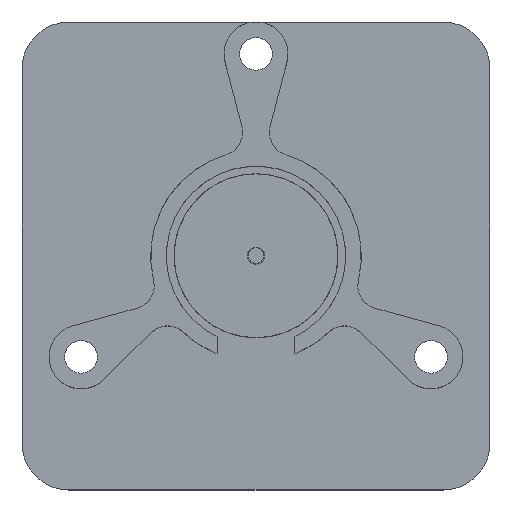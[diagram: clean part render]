
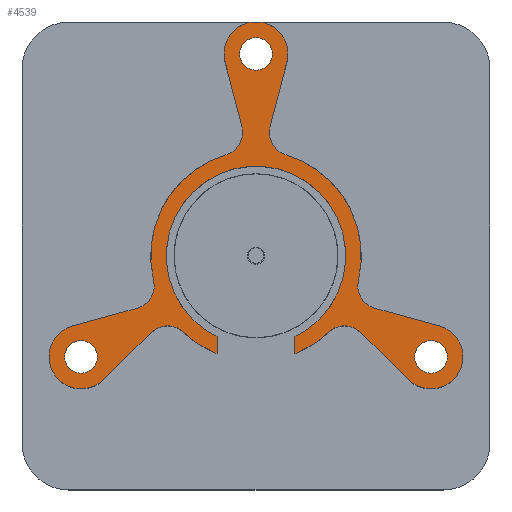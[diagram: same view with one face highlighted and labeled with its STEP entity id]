
A CAD part, top view. The second image highlights one B-rep face of the part: STEP entity #4539.
In plain terms, the highlighted planar face has unit normal (0, 0, 1).
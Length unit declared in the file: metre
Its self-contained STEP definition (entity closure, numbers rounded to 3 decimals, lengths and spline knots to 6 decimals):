
#142=PLANE('',#5444);
#364=CIRCLE('',#5386,0.00675);
#368=CIRCLE('',#5391,0.00675);
#394=CIRCLE('',#5419,0.00675);
#399=CIRCLE('',#5429,0.00675);
#407=CIRCLE('',#5441,0.00575);
#410=CIRCLE('',#5445,0.0015);
#411=CIRCLE('',#5446,0.00205);
#412=CIRCLE('',#5447,0.0015);
#413=CIRCLE('',#5448,0.0015);
#414=CIRCLE('',#5449,0.00205);
#415=CIRCLE('',#5450,0.0015);
#416=CIRCLE('',#5451,0.0015);
#417=CIRCLE('',#5452,0.00205);
#418=CIRCLE('',#5453,0.0015);
#419=CIRCLE('',#5454,0.00105);
#420=CIRCLE('',#5455,0.00105);
#421=CIRCLE('',#5456,0.00105);
#706=ORIENTED_EDGE('',*,*,#1974,.T.);
#707=ORIENTED_EDGE('',*,*,#2009,.T.);
#708=ORIENTED_EDGE('',*,*,#2010,.F.);
#709=ORIENTED_EDGE('',*,*,#2011,.F.);
#710=ORIENTED_EDGE('',*,*,#2012,.F.);
#711=ORIENTED_EDGE('',*,*,#2013,.T.);
#712=ORIENTED_EDGE('',*,*,#1916,.T.);
#713=ORIENTED_EDGE('',*,*,#2014,.T.);
#714=ORIENTED_EDGE('',*,*,#2015,.F.);
#715=ORIENTED_EDGE('',*,*,#2016,.F.);
#716=ORIENTED_EDGE('',*,*,#2017,.F.);
#717=ORIENTED_EDGE('',*,*,#2018,.T.);
#718=ORIENTED_EDGE('',*,*,#1926,.T.);
#719=ORIENTED_EDGE('',*,*,#2019,.T.);
#720=ORIENTED_EDGE('',*,*,#2020,.F.);
#721=ORIENTED_EDGE('',*,*,#2021,.F.);
#722=ORIENTED_EDGE('',*,*,#2022,.F.);
#723=ORIENTED_EDGE('',*,*,#2023,.T.);
#724=ORIENTED_EDGE('',*,*,#1980,.T.);
#725=ORIENTED_EDGE('',*,*,#1995,.T.);
#726=ORIENTED_EDGE('',*,*,#1999,.F.);
#727=ORIENTED_EDGE('',*,*,#1997,.F.);
#728=ORIENTED_EDGE('',*,*,#2024,.F.);
#729=ORIENTED_EDGE('',*,*,#2025,.F.);
#730=ORIENTED_EDGE('',*,*,#2026,.F.);
#1916=EDGE_CURVE('',#2580,#2579,#364,.T.);
#1926=EDGE_CURVE('',#2590,#2589,#368,.T.);
#1974=EDGE_CURVE('',#2632,#2631,#394,.T.);
#1980=EDGE_CURVE('',#2637,#2638,#399,.T.);
#1995=EDGE_CURVE('',#2638,#2650,#3067,.T.);
#1997=EDGE_CURVE('',#2632,#2651,#3069,.T.);
#1999=EDGE_CURVE('',#2651,#2650,#407,.T.);
#2009=EDGE_CURVE('',#2631,#2660,#410,.F.);
#2010=EDGE_CURVE('',#2661,#2660,#3074,.T.);
#2011=EDGE_CURVE('',#2662,#2661,#411,.F.);
#2012=EDGE_CURVE('',#2663,#2662,#3075,.T.);
#2013=EDGE_CURVE('',#2663,#2580,#412,.F.);
#2014=EDGE_CURVE('',#2579,#2664,#413,.F.);
#2015=EDGE_CURVE('',#2665,#2664,#3076,.T.);
#2016=EDGE_CURVE('',#2666,#2665,#414,.F.);
#2017=EDGE_CURVE('',#2667,#2666,#3077,.T.);
#2018=EDGE_CURVE('',#2667,#2590,#415,.F.);
#2019=EDGE_CURVE('',#2589,#2668,#416,.F.);
#2020=EDGE_CURVE('',#2669,#2668,#3078,.T.);
#2021=EDGE_CURVE('',#2670,#2669,#417,.F.);
#2022=EDGE_CURVE('',#2671,#2670,#3079,.T.);
#2023=EDGE_CURVE('',#2671,#2637,#418,.F.);
#2024=EDGE_CURVE('',#2672,#2672,#419,.T.);
#2025=EDGE_CURVE('',#2673,#2673,#420,.T.);
#2026=EDGE_CURVE('',#2674,#2674,#421,.T.);
#2579=VERTEX_POINT('',#7200);
#2580=VERTEX_POINT('',#7202);
#2589=VERTEX_POINT('',#7229);
#2590=VERTEX_POINT('',#7231);
#2631=VERTEX_POINT('',#7329);
#2632=VERTEX_POINT('',#7331);
#2637=VERTEX_POINT('',#7347);
#2638=VERTEX_POINT('',#7348);
#2650=VERTEX_POINT('',#7376);
#2651=VERTEX_POINT('',#7380);
#2660=VERTEX_POINT('',#7420);
#2661=VERTEX_POINT('',#7422);
#2662=VERTEX_POINT('',#7424);
#2663=VERTEX_POINT('',#7426);
#2664=VERTEX_POINT('',#7429);
#2665=VERTEX_POINT('',#7431);
#2666=VERTEX_POINT('',#7433);
#2667=VERTEX_POINT('',#7435);
#2668=VERTEX_POINT('',#7438);
#2669=VERTEX_POINT('',#7440);
#2670=VERTEX_POINT('',#7442);
#2671=VERTEX_POINT('',#7444);
#2672=VERTEX_POINT('',#7447);
#2673=VERTEX_POINT('',#7449);
#2674=VERTEX_POINT('',#7451);
#3067=LINE('',#7377,#3445);
#3069=LINE('',#7381,#3447);
#3074=LINE('',#7421,#3452);
#3075=LINE('',#7425,#3453);
#3076=LINE('',#7430,#3454);
#3077=LINE('',#7434,#3455);
#3078=LINE('',#7439,#3456);
#3079=LINE('',#7443,#3457);
#3445=VECTOR('',#6006,1.);
#3447=VECTOR('',#6010,1.);
#3452=VECTOR('',#6027,1.);
#3453=VECTOR('',#6030,1.);
#3454=VECTOR('',#6035,1.);
#3455=VECTOR('',#6038,1.);
#3456=VECTOR('',#6043,1.);
#3457=VECTOR('',#6046,1.);
#3819=EDGE_LOOP('',(#706,#707,#708,#709,#710,#711,#712,#713,#714,#715,#716,
#717,#718,#719,#720,#721,#722,#723,#724,#725,#726,#727));
#3820=EDGE_LOOP('',(#728));
#3821=EDGE_LOOP('',(#729));
#3822=EDGE_LOOP('',(#730));
#4147=FACE_BOUND('',#3819,.T.);
#4148=FACE_BOUND('',#3820,.T.);
#4149=FACE_BOUND('',#3821,.T.);
#4150=FACE_BOUND('',#3822,.T.);
#4539=ADVANCED_FACE('',(#4147,#4148,#4149,#4150),#142,.T.);
#5386=AXIS2_PLACEMENT_3D('',#7201,#5868,#5869);
#5391=AXIS2_PLACEMENT_3D('',#7230,#5882,#5883);
#5419=AXIS2_PLACEMENT_3D('',#7330,#5958,#5959);
#5429=AXIS2_PLACEMENT_3D('',#7346,#5979,#5980);
#5441=AXIS2_PLACEMENT_3D('',#7385,#6014,#6015);
#5444=AXIS2_PLACEMENT_3D('',#7418,#6023,#6024);
#5445=AXIS2_PLACEMENT_3D('',#7419,#6025,#6026);
#5446=AXIS2_PLACEMENT_3D('',#7423,#6028,#6029);
#5447=AXIS2_PLACEMENT_3D('',#7427,#6031,#6032);
#5448=AXIS2_PLACEMENT_3D('',#7428,#6033,#6034);
#5449=AXIS2_PLACEMENT_3D('',#7432,#6036,#6037);
#5450=AXIS2_PLACEMENT_3D('',#7436,#6039,#6040);
#5451=AXIS2_PLACEMENT_3D('',#7437,#6041,#6042);
#5452=AXIS2_PLACEMENT_3D('',#7441,#6044,#6045);
#5453=AXIS2_PLACEMENT_3D('',#7445,#6047,#6048);
#5454=AXIS2_PLACEMENT_3D('',#7446,#6049,#6050);
#5455=AXIS2_PLACEMENT_3D('',#7448,#6051,#6052);
#5456=AXIS2_PLACEMENT_3D('',#7450,#6053,#6054);
#5868=DIRECTION('',(0.,0.,1.));
#5869=DIRECTION('',(1.,0.,0.));
#5882=DIRECTION('',(0.,0.,1.));
#5883=DIRECTION('',(1.,0.,0.));
#5958=DIRECTION('',(0.,0.,1.));
#5959=DIRECTION('',(1.,0.,0.));
#5979=DIRECTION('',(0.,0.,1.));
#5980=DIRECTION('',(1.,0.,0.));
#6006=DIRECTION('',(0.,1.,0.));
#6010=DIRECTION('',(0.,1.,0.));
#6014=DIRECTION('',(0.,0.,1.));
#6015=DIRECTION('',(1.,0.,0.));
#6023=DIRECTION('',(0.,0.,1.));
#6024=DIRECTION('',(1.,0.,0.));
#6025=DIRECTION('',(0.,0.,1.));
#6026=DIRECTION('',(1.,0.,0.));
#6027=DIRECTION('',(-0.712,0.702,0.));
#6028=DIRECTION('',(0.,0.,1.));
#6029=DIRECTION('',(1.,0.,0.));
#6030=DIRECTION('',(0.964,-0.266,0.));
#6031=DIRECTION('',(0.,0.,1.));
#6032=DIRECTION('',(1.,0.,0.));
#6033=DIRECTION('',(0.,0.,1.));
#6034=DIRECTION('',(1.,0.,0.));
#6035=DIRECTION('',(-0.252,-0.968,0.));
#6036=DIRECTION('',(0.,0.,1.));
#6037=DIRECTION('',(1.,0.,0.));
#6038=DIRECTION('',(-0.252,0.968,0.));
#6039=DIRECTION('',(0.,0.,1.));
#6040=DIRECTION('',(1.,0.,0.));
#6041=DIRECTION('',(0.,0.,1.));
#6042=DIRECTION('',(1.,0.,0.));
#6043=DIRECTION('',(0.964,0.266,0.));
#6044=DIRECTION('',(0.,0.,1.));
#6045=DIRECTION('',(1.,0.,0.));
#6046=DIRECTION('',(-0.712,-0.702,0.));
#6047=DIRECTION('',(0.,0.,1.));
#6048=DIRECTION('',(1.,0.,0.));
#6049=DIRECTION('',(0.,0.,1.));
#6050=DIRECTION('',(1.,0.,0.));
#6051=DIRECTION('',(0.,0.,1.));
#6052=DIRECTION('',(1.,0.,0.));
#6053=DIRECTION('',(0.,0.,1.));
#6054=DIRECTION('',(1.,0.,0.));
#7200=CARTESIAN_POINT('',(0.001927,0.006469,0.0092));
#7201=CARTESIAN_POINT('',(0.,0.,0.0092));
#7202=CARTESIAN_POINT('',(0.006566,-0.001565,0.0092));
#7229=CARTESIAN_POINT('',(-0.006566,-0.001565,0.0092));
#7230=CARTESIAN_POINT('',(0.,0.,0.0092));
#7231=CARTESIAN_POINT('',(-0.001927,0.006469,0.0092));
#7329=CARTESIAN_POINT('',(0.004639,-0.004904,0.0092));
#7330=CARTESIAN_POINT('',(0.,0.,0.0092));
#7331=CARTESIAN_POINT('',(0.0025,-0.00627,0.0092));
#7346=CARTESIAN_POINT('',(0.,0.,0.0092));
#7347=CARTESIAN_POINT('',(-0.004639,-0.004904,0.0092));
#7348=CARTESIAN_POINT('',(-0.0025,-0.00627,0.0092));
#7376=CARTESIAN_POINT('',(-0.0025,-0.005178,0.0092));
#7377=CARTESIAN_POINT('',(-0.0025,-0.005724,0.0092));
#7380=CARTESIAN_POINT('',(0.0025,-0.005178,0.0092));
#7381=CARTESIAN_POINT('',(0.0025,-0.005724,0.0092));
#7385=CARTESIAN_POINT('',(0.,0.,0.0092));
#7418=CARTESIAN_POINT('',(0.,0.,0.0092));
#7419=CARTESIAN_POINT('',(0.005669,-0.005993,0.0092));
#7420=CARTESIAN_POINT('',(0.006722,-0.004925,0.0092));
#7421=CARTESIAN_POINT('',(0.007678,-0.005867,0.0092));
#7422=CARTESIAN_POINT('',(0.009776,-0.007935,0.0092));
#7423=CARTESIAN_POINT('',(0.011215,-0.006475,0.0092));
#7424=CARTESIAN_POINT('',(0.01176,-0.004499,0.0092));
#7425=CARTESIAN_POINT('',(0.00892,-0.003716,0.0092));
#7426=CARTESIAN_POINT('',(0.007626,-0.003359,0.0092));
#7427=CARTESIAN_POINT('',(0.008025,-0.001913,0.0092));
#7428=CARTESIAN_POINT('',(0.002356,0.007907,0.0092));
#7429=CARTESIAN_POINT('',(0.000904,0.008284,0.0092));
#7430=CARTESIAN_POINT('',(0.001242,0.009583,0.0092));
#7431=CARTESIAN_POINT('',(0.001984,0.012434,0.0092));
#7432=CARTESIAN_POINT('',(0.,0.01295,0.0092));
#7433=CARTESIAN_POINT('',(-0.001984,0.012434,0.0092));
#7434=CARTESIAN_POINT('',(-0.001242,0.009583,0.0092));
#7435=CARTESIAN_POINT('',(-0.000904,0.008284,0.0092));
#7436=CARTESIAN_POINT('',(-0.002356,0.007907,0.0092));
#7437=CARTESIAN_POINT('',(-0.008025,-0.001913,0.0092));
#7438=CARTESIAN_POINT('',(-0.007626,-0.003359,0.0092));
#7439=CARTESIAN_POINT('',(-0.00892,-0.003716,0.0092));
#7440=CARTESIAN_POINT('',(-0.01176,-0.004499,0.0092));
#7441=CARTESIAN_POINT('',(-0.011215,-0.006475,0.0092));
#7442=CARTESIAN_POINT('',(-0.009776,-0.007935,0.0092));
#7443=CARTESIAN_POINT('',(-0.007678,-0.005867,0.0092));
#7444=CARTESIAN_POINT('',(-0.006722,-0.004925,0.0092));
#7445=CARTESIAN_POINT('',(-0.005669,-0.005993,0.0092));
#7446=CARTESIAN_POINT('',(0.,0.01295,0.0092));
#7447=CARTESIAN_POINT('',(0.00105,0.01295,0.0092));
#7448=CARTESIAN_POINT('',(-0.011215,-0.006475,0.0092));
#7449=CARTESIAN_POINT('',(-0.010165,-0.006475,0.0092));
#7450=CARTESIAN_POINT('',(0.011215,-0.006475,0.0092));
#7451=CARTESIAN_POINT('',(0.012265,-0.006475,0.0092));
